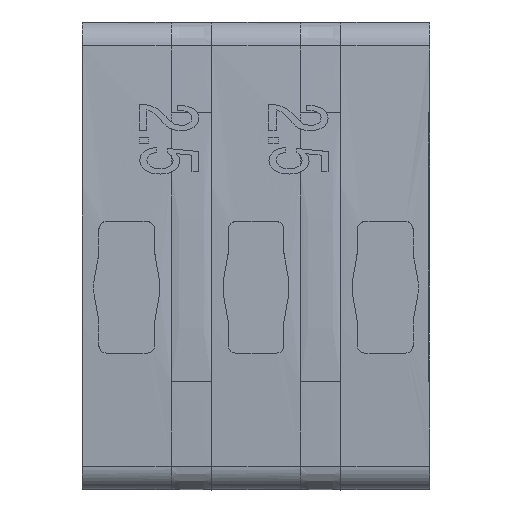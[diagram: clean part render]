
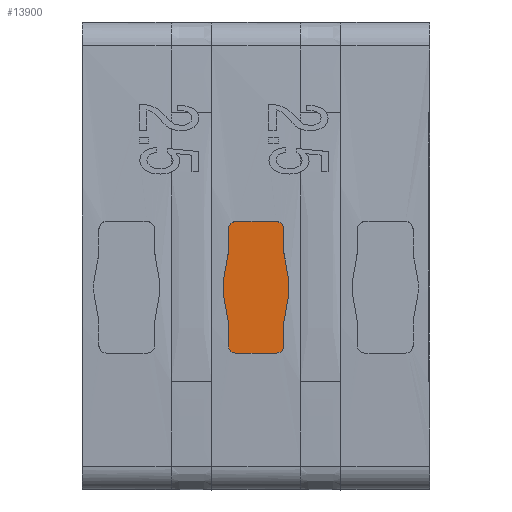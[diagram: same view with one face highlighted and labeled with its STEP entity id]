
A CAD part, top view. The second image highlights one B-rep face of the part: STEP entity #13900.
In plain terms, the highlighted planar face has unit normal (0, 0, 1).
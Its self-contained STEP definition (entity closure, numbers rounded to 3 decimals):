
#12426=AXIS2_PLACEMENT_3D('Circle Axis2P3D',#12424,#12425,$) ;
#12578=AXIS2_PLACEMENT_3D('Circle Axis2P3D',#12576,#12577,$) ;
#12628=AXIS2_PLACEMENT_3D('Circle Axis2P3D',#12626,#12627,$) ;
#12773=AXIS2_PLACEMENT_3D('Circle Axis2P3D',#12771,#12772,$) ;
#13880=AXIS2_PLACEMENT_3D('Plane Axis2P3D',#13877,#13878,#13879) ;
#12424=CARTESIAN_POINT('Axis2P3D Location',(7.655,10.305,43.7)) ;
#12428=CARTESIAN_POINT('Vertex',(7.655,10.605,43.7)) ;
#12430=CARTESIAN_POINT('Vertex',(7.955,10.305,43.7)) ;
#12456=CARTESIAN_POINT('Line Origine',(7.955,9.835,43.7)) ;
#12460=CARTESIAN_POINT('Vertex',(7.955,9.365,43.7)) ;
#12485=CARTESIAN_POINT('Vertex',(8.155,8.231,43.7)) ;
#12488=CARTESIAN_POINT('Line Origine',(8.055,8.798,43.7)) ;
#12506=CARTESIAN_POINT('Line Origine',(8.155,8.005,43.7)) ;
#12510=CARTESIAN_POINT('Vertex',(8.155,7.78,43.7)) ;
#12531=CARTESIAN_POINT('Line Origine',(8.055,7.213,43.7)) ;
#12535=CARTESIAN_POINT('Vertex',(7.955,6.645,43.7)) ;
#12551=CARTESIAN_POINT('Line Origine',(7.955,6.175,43.7)) ;
#12555=CARTESIAN_POINT('Vertex',(7.955,5.705,43.7)) ;
#12576=CARTESIAN_POINT('Axis2P3D Location',(7.655,5.705,43.7)) ;
#12580=CARTESIAN_POINT('Vertex',(7.655,5.405,43.7)) ;
#12601=CARTESIAN_POINT('Line Origine',(6.855,5.405,43.7)) ;
#12605=CARTESIAN_POINT('Vertex',(6.055,5.405,43.7)) ;
#12626=CARTESIAN_POINT('Axis2P3D Location',(6.055,5.705,43.7)) ;
#12630=CARTESIAN_POINT('Vertex',(5.755,5.705,43.7)) ;
#12655=CARTESIAN_POINT('Vertex',(5.755,6.645,43.7)) ;
#12658=CARTESIAN_POINT('Line Origine',(5.755,6.175,43.7)) ;
#12680=CARTESIAN_POINT('Vertex',(5.555,7.78,43.7)) ;
#12683=CARTESIAN_POINT('Line Origine',(5.655,7.213,43.7)) ;
#12705=CARTESIAN_POINT('Vertex',(5.555,8.231,43.7)) ;
#12708=CARTESIAN_POINT('Line Origine',(5.555,8.005,43.7)) ;
#12726=CARTESIAN_POINT('Line Origine',(5.655,8.798,43.7)) ;
#12730=CARTESIAN_POINT('Vertex',(5.755,9.365,43.7)) ;
#12750=CARTESIAN_POINT('Vertex',(5.755,10.305,43.7)) ;
#12753=CARTESIAN_POINT('Line Origine',(5.755,9.835,43.7)) ;
#12771=CARTESIAN_POINT('Axis2P3D Location',(6.055,10.305,43.7)) ;
#12775=CARTESIAN_POINT('Vertex',(6.055,10.605,43.7)) ;
#12796=CARTESIAN_POINT('Line Origine',(6.855,10.605,43.7)) ;
#13877=CARTESIAN_POINT('Axis2P3D Location',(5.105,10.605,43.7)) ;
#12425=DIRECTION('Axis2P3D Direction',(0.,0.,1.)) ;
#12457=DIRECTION('Vector Direction',(0.,-1.,0.)) ;
#12489=DIRECTION('Vector Direction',(-0.174,0.985,0.)) ;
#12507=DIRECTION('Vector Direction',(0.,1.,0.)) ;
#12532=DIRECTION('Vector Direction',(-0.174,-0.985,0.)) ;
#12552=DIRECTION('Vector Direction',(0.,-1.,0.)) ;
#12577=DIRECTION('Axis2P3D Direction',(0.,0.,1.)) ;
#12602=DIRECTION('Vector Direction',(-1.,0.,0.)) ;
#12627=DIRECTION('Axis2P3D Direction',(0.,0.,-1.)) ;
#12659=DIRECTION('Vector Direction',(0.,-1.,0.)) ;
#12684=DIRECTION('Vector Direction',(0.174,-0.985,0.)) ;
#12709=DIRECTION('Vector Direction',(0.,1.,0.)) ;
#12727=DIRECTION('Vector Direction',(0.174,0.985,0.)) ;
#12754=DIRECTION('Vector Direction',(0.,-1.,0.)) ;
#12772=DIRECTION('Axis2P3D Direction',(0.,0.,-1.)) ;
#12797=DIRECTION('Vector Direction',(-1.,0.,0.)) ;
#13878=DIRECTION('Axis2P3D Direction',(0.,0.,1.)) ;
#13879=DIRECTION('Axis2P3D XDirection',(0.,-1.,0.)) ;
#12458=VECTOR('Line Direction',#12457,1.) ;
#12490=VECTOR('Line Direction',#12489,1.) ;
#12508=VECTOR('Line Direction',#12507,1.) ;
#12533=VECTOR('Line Direction',#12532,1.) ;
#12553=VECTOR('Line Direction',#12552,1.) ;
#12603=VECTOR('Line Direction',#12602,1.) ;
#12660=VECTOR('Line Direction',#12659,1.) ;
#12685=VECTOR('Line Direction',#12684,1.) ;
#12710=VECTOR('Line Direction',#12709,1.) ;
#12728=VECTOR('Line Direction',#12727,1.) ;
#12755=VECTOR('Line Direction',#12754,1.) ;
#12798=VECTOR('Line Direction',#12797,1.) ;
#13883=ORIENTED_EDGE('',*,*,#12607,.T.) ;
#13884=ORIENTED_EDGE('',*,*,#12582,.F.) ;
#13885=ORIENTED_EDGE('',*,*,#12557,.F.) ;
#13886=ORIENTED_EDGE('',*,*,#12537,.F.) ;
#13887=ORIENTED_EDGE('',*,*,#12512,.T.) ;
#13888=ORIENTED_EDGE('',*,*,#12492,.T.) ;
#13889=ORIENTED_EDGE('',*,*,#12462,.F.) ;
#13890=ORIENTED_EDGE('',*,*,#12432,.F.) ;
#13891=ORIENTED_EDGE('',*,*,#12800,.F.) ;
#13892=ORIENTED_EDGE('',*,*,#12777,.T.) ;
#13893=ORIENTED_EDGE('',*,*,#12757,.T.) ;
#13894=ORIENTED_EDGE('',*,*,#12732,.F.) ;
#13895=ORIENTED_EDGE('',*,*,#12712,.F.) ;
#13896=ORIENTED_EDGE('',*,*,#12687,.T.) ;
#13897=ORIENTED_EDGE('',*,*,#12662,.T.) ;
#13898=ORIENTED_EDGE('',*,*,#12632,.T.) ;
#13900=ADVANCED_FACE('MLD_2-5',(#13899),#13881,.T.) ;
#12427=CIRCLE('generated circle',#12426,0.3) ;
#12579=CIRCLE('generated circle',#12578,0.3) ;
#12629=CIRCLE('generated circle',#12628,0.3) ;
#12774=CIRCLE('generated circle',#12773,0.3) ;
#12432=EDGE_CURVE('',#12429,#12431,#12427,.F.) ;
#12462=EDGE_CURVE('',#12431,#12461,#12459,.T.) ;
#12492=EDGE_CURVE('',#12486,#12461,#12491,.T.) ;
#12512=EDGE_CURVE('',#12511,#12486,#12509,.T.) ;
#12537=EDGE_CURVE('',#12511,#12536,#12534,.T.) ;
#12557=EDGE_CURVE('',#12536,#12556,#12554,.T.) ;
#12582=EDGE_CURVE('',#12556,#12581,#12579,.F.) ;
#12607=EDGE_CURVE('',#12606,#12581,#12604,.F.) ;
#12632=EDGE_CURVE('',#12631,#12606,#12629,.F.) ;
#12662=EDGE_CURVE('',#12656,#12631,#12661,.T.) ;
#12687=EDGE_CURVE('',#12681,#12656,#12686,.T.) ;
#12712=EDGE_CURVE('',#12681,#12706,#12711,.T.) ;
#12732=EDGE_CURVE('',#12706,#12731,#12729,.T.) ;
#12757=EDGE_CURVE('',#12751,#12731,#12756,.T.) ;
#12777=EDGE_CURVE('',#12776,#12751,#12774,.F.) ;
#12800=EDGE_CURVE('',#12776,#12429,#12799,.F.) ;
#13882=EDGE_LOOP('',(#13883,#13884,#13885,#13886,#13887,#13888,#13889,#13890,#13891,#13892,#13893,#13894,#13895,#13896,#13897,#13898)) ;
#13899=FACE_OUTER_BOUND('',#13882,.T.) ;
#12459=LINE('Line',#12456,#12458) ;
#12491=LINE('Line',#12488,#12490) ;
#12509=LINE('Line',#12506,#12508) ;
#12534=LINE('Line',#12531,#12533) ;
#12554=LINE('Line',#12551,#12553) ;
#12604=LINE('Line',#12601,#12603) ;
#12661=LINE('Line',#12658,#12660) ;
#12686=LINE('Line',#12683,#12685) ;
#12711=LINE('Line',#12708,#12710) ;
#12729=LINE('Line',#12726,#12728) ;
#12756=LINE('Line',#12753,#12755) ;
#12799=LINE('Line',#12796,#12798) ;
#13881=PLANE('',#13880) ;
#12429=VERTEX_POINT('',#12428) ;
#12431=VERTEX_POINT('',#12430) ;
#12461=VERTEX_POINT('',#12460) ;
#12486=VERTEX_POINT('',#12485) ;
#12511=VERTEX_POINT('',#12510) ;
#12536=VERTEX_POINT('',#12535) ;
#12556=VERTEX_POINT('',#12555) ;
#12581=VERTEX_POINT('',#12580) ;
#12606=VERTEX_POINT('',#12605) ;
#12631=VERTEX_POINT('',#12630) ;
#12656=VERTEX_POINT('',#12655) ;
#12681=VERTEX_POINT('',#12680) ;
#12706=VERTEX_POINT('',#12705) ;
#12731=VERTEX_POINT('',#12730) ;
#12751=VERTEX_POINT('',#12750) ;
#12776=VERTEX_POINT('',#12775) ;
